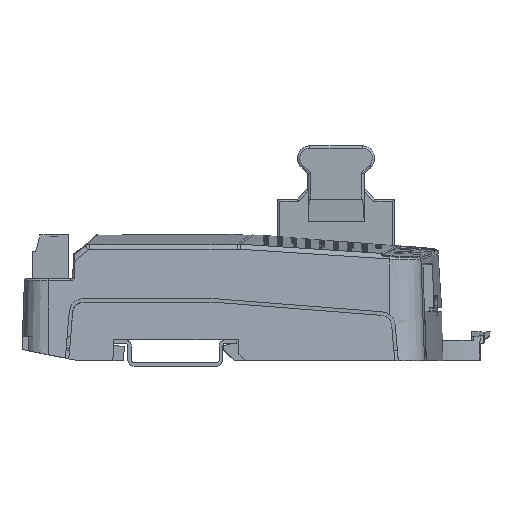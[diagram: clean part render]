
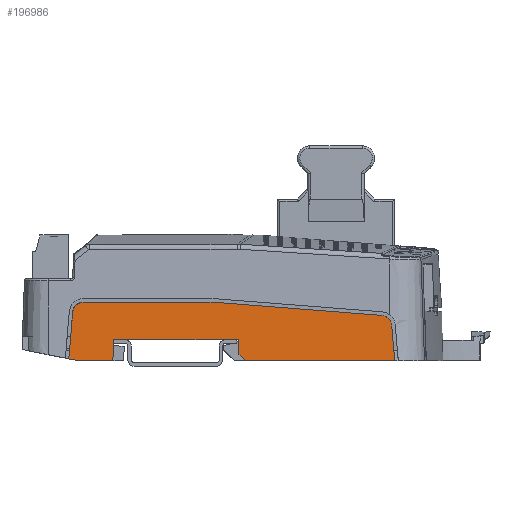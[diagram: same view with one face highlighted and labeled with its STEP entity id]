
A CAD part, left-side view. The second image highlights one B-rep face of the part: STEP entity #196986.
In plain terms, the highlighted planar face has unit normal (-0.999, 0, 0.035).
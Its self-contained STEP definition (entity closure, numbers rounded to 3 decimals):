
#201 = VECTOR ( 'NONE', #152708, 1000. ) ;
#1084 = CARTESIAN_POINT ( 'NONE',  ( -112.75, 0.013, -12.5 ) ) ;
#1497 = LINE ( 'NONE', #157592, #127109 ) ;
#4438 = VERTEX_POINT ( 'NONE', #77897 ) ;
#5004 = EDGE_CURVE ( 'NONE', #36695, #8012, #25015, .T. ) ;
#5478 = ORIENTED_EDGE ( 'NONE', *, *, #188219, .F. ) ;
#5557 = CARTESIAN_POINT ( 'NONE',  ( -112.168, 8.495, 4.17 ) ) ;
#5904 = VECTOR ( 'NONE', #159249, 1000. ) ;
#6061 =( BOUNDED_CURVE ( )  B_SPLINE_CURVE ( 3, ( #211644, #210905, #5557, #7007 ),
 .UNSPECIFIED., .F., .T. ) 
 B_SPLINE_CURVE_WITH_KNOTS ( ( 4, 4 ),
 ( 3.142, 3.22 ),
 .UNSPECIFIED. ) 
 CURVE ( )  GEOMETRIC_REPRESENTATION_ITEM ( )  RATIONAL_B_SPLINE_CURVE ( ( 1., 0.999, 0.999, 1. ) ) 
 REPRESENTATION_ITEM ( '' )  );
#6668 = ORIENTED_EDGE ( 'NONE', *, *, #53096, .F. ) ;
#7007 = CARTESIAN_POINT ( 'NONE',  ( -112.17, 7.741, 4.111 ) ) ;
#7226 = ORIENTED_EDGE ( 'NONE', *, *, #37415, .F. ) ;
#8012 = VERTEX_POINT ( 'NONE', #9358 ) ;
#9325 = ORIENTED_EDGE ( 'NONE', *, *, #52735, .F. ) ;
#9358 = CARTESIAN_POINT ( 'NONE',  ( -112.728, 50.095, -11.881 ) ) ;
#9973 = CARTESIAN_POINT ( 'NONE',  ( -112.742, 48.165, -12.267 ) ) ;
#12421 = CARTESIAN_POINT ( 'NONE',  ( -112.539, 1.979, -6.465 ) ) ;
#15829 = ORIENTED_EDGE ( 'NONE', *, *, #215590, .F. ) ;
#16151 = ORIENTED_EDGE ( 'NONE', *, *, #126103, .F. ) ;
#17756 = CARTESIAN_POINT ( 'NONE',  ( -112.167, 47.617, 4.2 ) ) ;
#19137 = VECTOR ( 'NONE', #177078, 1000. ) ;
#20732 = VECTOR ( 'NONE', #137451, 1000. ) ;
#23898 = ORIENTED_EDGE ( 'NONE', *, *, #90998, .T. ) ;
#25015 = LINE ( 'NONE', #215744, #179934 ) ;
#26085 = LINE ( 'NONE', #52301, #20732 ) ;
#28368 = ORIENTED_EDGE ( 'NONE', *, *, #210147, .F. ) ;
#36695 = VERTEX_POINT ( 'NONE', #156644 ) ;
#37415 = EDGE_CURVE ( 'NONE', #149505, #42869, #6061, .T. ) ;
#37978 = LINE ( 'NONE', #104365, #128951 ) ;
#38593 = FACE_OUTER_BOUND ( 'NONE', #173414, .T. ) ;
#42869 = VERTEX_POINT ( 'NONE', #211447 ) ;
#45543 = LINE ( 'NONE', #220668, #201 ) ;
#45788 = ORIENTED_EDGE ( 'NONE', *, *, #214379, .F. ) ;
#45990 = VECTOR ( 'NONE', #106600, 1000. ) ;
#50676 = CARTESIAN_POINT ( 'NONE',  ( -112.206, 48.826, 3.089 ) ) ;
#51163 = CARTESIAN_POINT ( 'NONE',  ( -112.539, 37.361, -6.465 ) ) ;
#51726 = VERTEX_POINT ( 'NONE', #221314 ) ;
#52301 = CARTESIAN_POINT ( 'NONE',  ( -112.75, 50.147, -12.5 ) ) ;
#52735 = EDGE_CURVE ( 'NONE', #90506, #194894, #56720, .T. ) ;
#53096 = EDGE_CURVE ( 'NONE', #51726, #74843, #58889, .T. ) ;
#54783 = CARTESIAN_POINT ( 'NONE',  ( -112.478, -41.821, -4.716 ) ) ;
#56720 = LINE ( 'NONE', #85712, #45990 ) ;
#58889 =( BOUNDED_CURVE ( )  B_SPLINE_CURVE ( 3, ( #135558, #151127, #187005, #84775 ),
 .UNSPECIFIED., .F., .F. ) 
 B_SPLINE_CURVE_WITH_KNOTS ( ( 4, 4 ),
 ( 3.22, 4.628 ),
 .UNSPECIFIED. ) 
 CURVE ( )  GEOMETRIC_REPRESENTATION_ITEM ( )  RATIONAL_B_SPLINE_CURVE ( ( 1., 0.842, 0.842, 1. ) ) 
 REPRESENTATION_ITEM ( '' )  );
#59395 = VERTEX_POINT ( 'NONE', #137622 ) ;
#62877 = VECTOR ( 'NONE', #184421, 1000. ) ;
#64802 =( BOUNDED_CURVE ( )  B_SPLINE_CURVE ( 3, ( #9973, #180968, #215319, #113028 ),
 .UNSPECIFIED., .F., .T. ) 
 B_SPLINE_CURVE_WITH_KNOTS ( ( 4, 4 ),
 ( 6.086, 6.283 ),
 .UNSPECIFIED. ) 
 CURVE ( )  GEOMETRIC_REPRESENTATION_ITEM ( )  RATIONAL_B_SPLINE_CURVE ( ( 1., 0.997, 0.997, 1. ) ) 
 REPRESENTATION_ITEM ( '' )  );
#67025 = DIRECTION ( 'NONE',  ( -0.999, 0., 0.035 ) ) ;
#72017 = DIRECTION ( 'NONE',  ( -0.035, -0.084, -0.996 ) ) ;
#72576 = DIRECTION ( 'NONE',  ( 0.035, 0.052, 0.998 ) ) ;
#74320 = VERTEX_POINT ( 'NONE', #78385 ) ;
#74843 = VERTEX_POINT ( 'NONE', #208703 ) ;
#77897 = CARTESIAN_POINT ( 'NONE',  ( -112.263, 48.964, 1.453 ) ) ;
#78385 = CARTESIAN_POINT ( 'NONE',  ( -112.167, 45.975, 4.2 ) ) ;
#82193 = CARTESIAN_POINT ( 'NONE',  ( -112.058, 48.592, 7.314 ) ) ;
#82399 = ORIENTED_EDGE ( 'NONE', *, *, #126491, .F. ) ;
#84775 = CARTESIAN_POINT ( 'NONE',  ( -112.393, -41.615, -2.28 ) ) ;
#84973 = ORIENTED_EDGE ( 'NONE', *, *, #90056, .F. ) ;
#85165 =( BOUNDED_CURVE ( )  B_SPLINE_CURVE ( 3, ( #85813, #50676, #17756, #137309 ),
 .UNSPECIFIED., .F., .T. ) 
 B_SPLINE_CURVE_WITH_KNOTS ( ( 4, 4 ),
 ( 1.655, 3.142 ),
 .UNSPECIFIED. ) 
 CURVE ( )  GEOMETRIC_REPRESENTATION_ITEM ( )  RATIONAL_B_SPLINE_CURVE ( ( 1., 0.824, 0.824, 1. ) ) 
 REPRESENTATION_ITEM ( '' )  );
#85712 = CARTESIAN_POINT ( 'NONE',  ( -112.539, 50.147, -6.465 ) ) ;
#85813 = CARTESIAN_POINT ( 'NONE',  ( -112.263, 48.964, 1.453 ) ) ;
#88018 = DIRECTION ( 'NONE',  ( 0.035, -0.084, 0.996 ) ) ;
#90056 = EDGE_CURVE ( 'NONE', #42869, #51726, #102966, .T. ) ;
#90331 = LINE ( 'NONE', #54783, #215801 ) ;
#90506 = VERTEX_POINT ( 'NONE', #12421 ) ;
#90998 = EDGE_CURVE ( 'NONE', #36695, #133016, #64802, .T. ) ;
#102966 = LINE ( 'NONE', #82193, #62877 ) ;
#104365 = CARTESIAN_POINT ( 'NONE',  ( -112.75, 50.147, -12.5 ) ) ;
#104439 = EDGE_CURVE ( 'NONE', #144469, #214938, #203134, .T. ) ;
#106600 = DIRECTION ( 'NONE',  ( 0., 1., 0. ) ) ;
#108936 = AXIS2_PLACEMENT_3D ( 'NONE', #202934, #67025, #186450 ) ;
#113028 = CARTESIAN_POINT ( 'NONE',  ( -112.75, 45.812, -12.5 ) ) ;
#126103 = EDGE_CURVE ( 'NONE', #214938, #90506, #1497, .T. ) ;
#126491 = EDGE_CURVE ( 'NONE', #4438, #74320, #85165, .T. ) ;
#127109 = VECTOR ( 'NONE', #72576, 1000. ) ;
#128951 = VECTOR ( 'NONE', #88018, 1000. ) ;
#129321 = ORIENTED_EDGE ( 'NONE', *, *, #199261, .F. ) ;
#129371 = ORIENTED_EDGE ( 'NONE', *, *, #187779, .F. ) ;
#130735 = DIRECTION ( 'NONE',  ( 0.007, 0.981, 0.196 ) ) ;
#133016 = VERTEX_POINT ( 'NONE', #203858 ) ;
#133917 = CARTESIAN_POINT ( 'NONE',  ( -112.75, -42.481, -12.5 ) ) ;
#135558 = CARTESIAN_POINT ( 'NONE',  ( -112.298, -38.86, 0.458 ) ) ;
#137309 = CARTESIAN_POINT ( 'NONE',  ( -112.167, 45.975, 4.2 ) ) ;
#137451 = DIRECTION ( 'NONE',  ( 0., 1., 0. ) ) ;
#137622 = CARTESIAN_POINT ( 'NONE',  ( -112.75, 37.572, -12.5 ) ) ;
#138952 = DIRECTION ( 'NONE',  ( 0.025, 0.707, 0.707 ) ) ;
#144469 = VERTEX_POINT ( 'NONE', #1084 ) ;
#145796 = VERTEX_POINT ( 'NONE', #133917 ) ;
#147480 = LINE ( 'NONE', #210113, #5904 ) ;
#149505 = VERTEX_POINT ( 'NONE', #184718 ) ;
#151127 = CARTESIAN_POINT ( 'NONE',  ( -112.302, -40.394, 0.337 ) ) ;
#152708 = DIRECTION ( 'NONE',  ( -0.035, 0.035, -0.999 ) ) ;
#155402 = LINE ( 'NONE', #159863, #19137 ) ;
#156644 = CARTESIAN_POINT ( 'NONE',  ( -112.742, 48.165, -12.267 ) ) ;
#157592 = CARTESIAN_POINT ( 'NONE',  ( -112.662, 1.796, -9.969 ) ) ;
#157662 = VECTOR ( 'NONE', #138952, 1000. ) ;
#159249 = DIRECTION ( 'NONE',  ( 0., -1., 0. ) ) ;
#159863 = CARTESIAN_POINT ( 'NONE',  ( -112.75, 50.147, -12.5 ) ) ;
#164223 = CARTESIAN_POINT ( 'NONE',  ( -112.689, 1.754, -10.759 ) ) ;
#169249 = PLANE ( 'NONE',  #108936 ) ;
#173414 = EDGE_LOOP ( 'NONE', ( #195079, #23898, #28368, #15829, #9325, #16151, #174644, #5478, #129321, #6668, #84973, #7226, #45788, #82399, #129371 ) ) ;
#174644 = ORIENTED_EDGE ( 'NONE', *, *, #104439, .F. ) ;
#177078 = DIRECTION ( 'NONE',  ( 0., 1., 0. ) ) ;
#179934 = VECTOR ( 'NONE', #130735, 1000. ) ;
#180968 = CARTESIAN_POINT ( 'NONE',  ( -112.747, 47.39, -12.422 ) ) ;
#184421 = DIRECTION ( 'NONE',  ( -0.003, -0.997, -0.078 ) ) ;
#184718 = CARTESIAN_POINT ( 'NONE',  ( -112.167, 10.007, 4.2 ) ) ;
#186450 = DIRECTION ( 'NONE',  ( 0.035, 0., 0.999 ) ) ;
#187005 = CARTESIAN_POINT ( 'NONE',  ( -112.34, -41.485, -0.747 ) ) ;
#187779 = EDGE_CURVE ( 'NONE', #8012, #4438, #37978, .T. ) ;
#188219 = EDGE_CURVE ( 'NONE', #145796, #144469, #155402, .T. ) ;
#194894 = VERTEX_POINT ( 'NONE', #51163 ) ;
#195079 = ORIENTED_EDGE ( 'NONE', *, *, #5004, .F. ) ;
#196986 = ADVANCED_FACE ( 'NONE', ( #38593 ), #169249, .T. ) ;
#199261 = EDGE_CURVE ( 'NONE', #74843, #145796, #90331, .T. ) ;
#202934 = CARTESIAN_POINT ( 'NONE',  ( -112.75, 50.147, -12.5 ) ) ;
#203134 = LINE ( 'NONE', #206918, #157662 ) ;
#203858 = CARTESIAN_POINT ( 'NONE',  ( -112.75, 45.812, -12.5 ) ) ;
#206918 = CARTESIAN_POINT ( 'NONE',  ( -111.875, 25.065, 12.552 ) ) ;
#208703 = CARTESIAN_POINT ( 'NONE',  ( -112.393, -41.615, -2.28 ) ) ;
#210113 = CARTESIAN_POINT ( 'NONE',  ( -112.167, 50.147, 4.2 ) ) ;
#210147 = EDGE_CURVE ( 'NONE', #59395, #133016, #26085, .T. ) ;
#210905 = CARTESIAN_POINT ( 'NONE',  ( -112.167, 9.251, 4.2 ) ) ;
#211447 = CARTESIAN_POINT ( 'NONE',  ( -112.17, 7.741, 4.111 ) ) ;
#211644 = CARTESIAN_POINT ( 'NONE',  ( -112.167, 10.007, 4.2 ) ) ;
#214379 = EDGE_CURVE ( 'NONE', #74320, #149505, #147480, .T. ) ;
#214938 = VERTEX_POINT ( 'NONE', #164223 ) ;
#215319 = CARTESIAN_POINT ( 'NONE',  ( -112.75, 46.603, -12.5 ) ) ;
#215590 = EDGE_CURVE ( 'NONE', #194894, #59395, #45543, .T. ) ;
#215744 = CARTESIAN_POINT ( 'NONE',  ( -112.729, 50.026, -11.895 ) ) ;
#215801 = VECTOR ( 'NONE', #72017, 1000. ) ;
#220668 = CARTESIAN_POINT ( 'NONE',  ( -112.765, 37.587, -12.938 ) ) ;
#221314 = CARTESIAN_POINT ( 'NONE',  ( -112.298, -38.86, 0.458 ) ) ;
